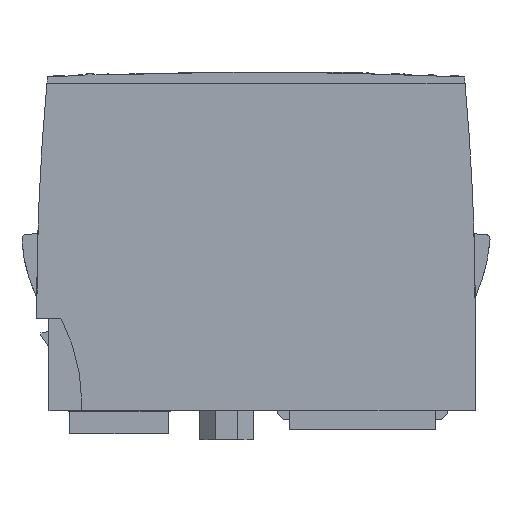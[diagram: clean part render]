
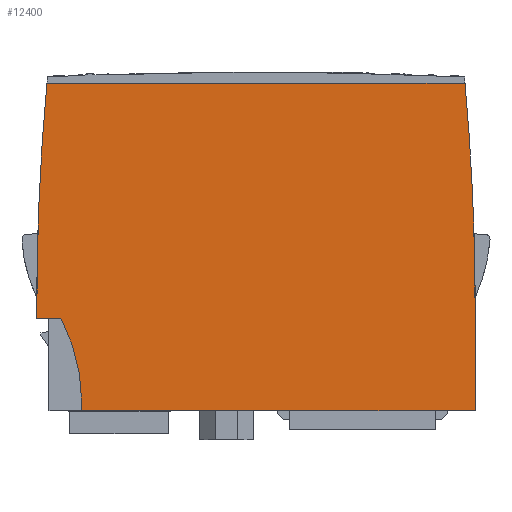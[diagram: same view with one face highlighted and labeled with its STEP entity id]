
A CAD part, left-side view. The second image highlights one B-rep face of the part: STEP entity #12400.
In plain terms, the highlighted planar face has unit normal (-1, 0, 0).
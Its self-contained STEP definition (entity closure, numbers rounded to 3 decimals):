
#12400=ADVANCED_FACE('',(#14785),#13904,.F.);
#13904=PLANE('',#37632);
#14785=FACE_OUTER_BOUND('',#16219,.T.);
#16219=EDGE_LOOP('',(#23429,#23430,#23431,#23432,#23433,#23434,#23435,#23436));
#17868=CIRCLE('',#37631,28.3);
#18206=LINE('',#45295,#20596);
#18207=LINE('',#45299,#20597);
#18208=LINE('',#45303,#20598);
#18209=LINE('',#45305,#20599);
#18210=LINE('',#45307,#20600);
#20596=VECTOR('',#39242,1.);
#20597=VECTOR('',#39245,1.);
#20598=VECTOR('',#39248,1.);
#20599=VECTOR('',#39249,1.);
#20600=VECTOR('',#39250,1.);
#23429=ORIENTED_EDGE('',*,*,#33603,.F.);
#23430=ORIENTED_EDGE('',*,*,#33604,.T.);
#23431=ORIENTED_EDGE('',*,*,#33605,.F.);
#23432=ORIENTED_EDGE('',*,*,#33606,.F.);
#23433=ORIENTED_EDGE('',*,*,#33607,.F.);
#23434=ORIENTED_EDGE('',*,*,#33608,.F.);
#23435=ORIENTED_EDGE('',*,*,#33609,.F.);
#23436=ORIENTED_EDGE('',*,*,#33610,.F.);
#31063=VERTEX_POINT('',#45293);
#31064=VERTEX_POINT('',#45294);
#31065=VERTEX_POINT('',#45296);
#31066=VERTEX_POINT('',#45298);
#31067=VERTEX_POINT('',#45300);
#31068=VERTEX_POINT('',#45302);
#31069=VERTEX_POINT('',#45304);
#31070=VERTEX_POINT('',#45306);
#33603=EDGE_CURVE('',#31063,#31064,#37420,.T.);
#33604=EDGE_CURVE('',#31063,#31065,#18206,.T.);
#33605=EDGE_CURVE('',#31066,#31065,#37421,.T.);
#33606=EDGE_CURVE('',#31067,#31066,#18207,.T.);
#33607=EDGE_CURVE('',#31068,#31067,#17868,.T.);
#33608=EDGE_CURVE('',#31069,#31068,#18208,.T.);
#33609=EDGE_CURVE('',#31070,#31069,#18209,.T.);
#33610=EDGE_CURVE('',#31064,#31070,#18210,.T.);
#37420=ELLIPSE('',#37629,391.5,391.5);
#37421=ELLIPSE('',#37630,391.5,391.5);
#37629=AXIS2_PLACEMENT_3D('',#45292,#39240,#39241);
#37630=AXIS2_PLACEMENT_3D('',#45297,#39243,#39244);
#37631=AXIS2_PLACEMENT_3D('',#45301,#39246,#39247);
#37632=AXIS2_PLACEMENT_3D('',#45308,#39251,#39252);
#39240=DIRECTION('',(1.,0.,0.));
#39241=DIRECTION('',(0.,-0.997,0.079));
#39242=DIRECTION('',(0.,1.,0.));
#39243=DIRECTION('',(1.,0.,0.));
#39244=DIRECTION('',(0.,0.,1.));
#39245=DIRECTION('',(0.,1.,0.));
#39246=DIRECTION('',(-1.,0.,0.));
#39247=DIRECTION('',(0.,-0.884,0.467));
#39248=DIRECTION('',(0.,0.,1.));
#39249=DIRECTION('',(0.,1.,0.));
#39250=DIRECTION('',(0.,0.,-1.));
#39251=DIRECTION('',(1.,0.,0.));
#39252=DIRECTION('',(0.,0.,-1.));
#45292=CARTESIAN_POINT('',(-7.5,359.5,30.15));
#45293=CARTESIAN_POINT('',(-7.5,-30.405,65.45));
#45294=CARTESIAN_POINT('',(-7.5,-32.,30.15));
#45295=CARTESIAN_POINT('',(-7.5,-354.2,65.45));
#45296=CARTESIAN_POINT('',(-7.5,35.705,65.45));
#45297=CARTESIAN_POINT('',(-7.5,-354.2,30.15));
#45298=CARTESIAN_POINT('',(-7.5,37.295,28.23));
#45299=CARTESIAN_POINT('',(-7.5,33.483,28.23));
#45300=CARTESIAN_POINT('',(-7.5,33.483,28.23));
#45301=CARTESIAN_POINT('',(-7.5,58.5,15.));
#45302=CARTESIAN_POINT('',(-7.5,30.2,15.));
#45303=CARTESIAN_POINT('',(-7.5,30.2,13.65));
#45304=CARTESIAN_POINT('',(-7.5,30.2,13.65));
#45305=CARTESIAN_POINT('',(-7.5,-32.,13.65));
#45306=CARTESIAN_POINT('',(-7.5,-32.,13.65));
#45307=CARTESIAN_POINT('',(-7.5,-32.,30.15));
#45308=CARTESIAN_POINT('',(-7.5,-354.2,30.15));
